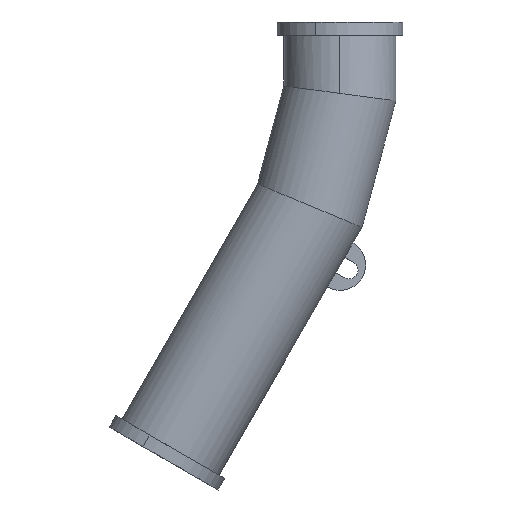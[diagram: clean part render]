
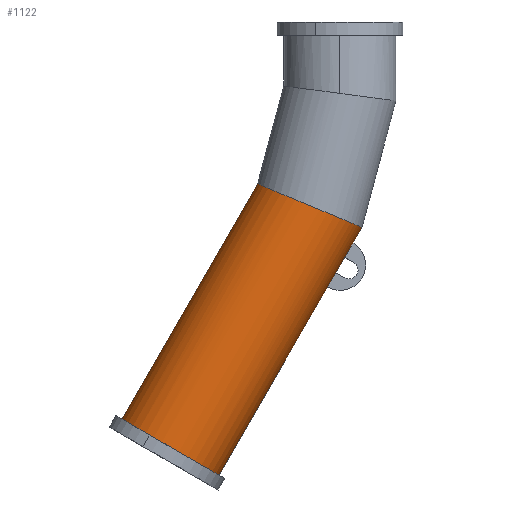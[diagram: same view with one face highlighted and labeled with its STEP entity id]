
A CAD part, top view. The second image highlights one B-rep face of the part: STEP entity #1122.
In plain terms, the highlighted cylindrical face has radius 127 mm (diameter 254 mm), a partial arc.
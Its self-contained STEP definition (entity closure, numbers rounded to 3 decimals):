
#31 = CARTESIAN_POINT ( 'NONE',  ( -27.739, -569.995, 1.667 ) ) ;
#42 = CARTESIAN_POINT ( 'NONE',  ( 50.197, -435.006, 254. ) ) ;
#56 = CARTESIAN_POINT ( 'NONE',  ( -27.739, -569.995, 0. ) ) ;
#70 = VERTEX_POINT ( 'NONE', #1978 ) ;
#76 = DIRECTION ( 'NONE',  ( 0.5, 0.866, 0. ) ) ;
#121 = CARTESIAN_POINT ( 'NONE',  ( 50.197, -435.006, 0. ) ) ;
#125 = CARTESIAN_POINT ( 'NONE',  ( -27.825, -569.946, 5. ) ) ;
#162 = AXIS2_PLACEMENT_3D ( 'NONE', #1677, #497, #1875 ) ;
#184 = EDGE_CURVE ( 'Defeatured_0_10+Defeatured_0_8+Defeatured_0_9+Defeatured_0_12', #1195, #938, #1773, .T. ) ;
#186 = CARTESIAN_POINT ( 'NONE',  ( 11.011, -502.878, 0. ) ) ;
#212 = CARTESIAN_POINT ( 'NONE',  ( -493.96, -869.513, 0. ) ) ;
#295 = CARTESIAN_POINT ( 'NONE',  ( -383.975, -933.013, 0. ) ) ;
#377 = CARTESIAN_POINT ( 'NONE',  ( 29.675, -470.353, 5. ) ) ;
#392 = ORIENTED_EDGE ( 'NONE', *, *, #184, .F. ) ;
#401 = ORIENTED_EDGE ( 'NONE', *, *, #979, .T. ) ;
#407 = CARTESIAN_POINT ( 'NONE',  ( -273.989, -996.513, 0. ) ) ;
#413 = VECTOR ( 'NONE', #2158, 1000. ) ;
#422 = LINE ( 'NONE', #407, #1656 ) ;
#437 =( BOUNDED_CURVE ( )  B_SPLINE_CURVE ( 3, ( #1114, #1295, #42, #1920 ),
 .UNSPECIFIED., .F., .F. ) 
 B_SPLINE_CURVE_WITH_KNOTS ( ( 4, 4 ),
 ( 3.142, 6.283 ),
 .UNSPECIFIED. ) 
 CURVE ( )  GEOMETRIC_REPRESENTATION_ITEM ( )  RATIONAL_B_SPLINE_CURVE ( ( 1., 0.333, 0.333, 1. ) ) 
 REPRESENTATION_ITEM ( '' )  );
#481 = ORIENTED_EDGE ( 'NONE', *, *, #2023, .T. ) ;
#497 = DIRECTION ( 'NONE',  ( 0.5, 0.866, 0. ) ) ;
#501 = CARTESIAN_POINT ( 'NONE',  ( -273.989, -996.513, 0. ) ) ;
#544 = EDGE_CURVE ( 'Defeatured_0_8+Defeatured_0_12+Defeatured_0_11+Defeatured_0_10', #1869, #938, #1354, .T. ) ;
#550 = ORIENTED_EDGE ( 'NONE', *, *, #544, .T. ) ;
#564 = CARTESIAN_POINT ( 'NONE',  ( -493.96, -869.513, 0. ) ) ;
#599 = EDGE_CURVE ( 'Defeatured_0_8+Defeatured_0_14+Defeatured_0_10+Defeatured_0_11', #1644, #1943, #795, .T. ) ;
#608 = VERTEX_POINT ( 'NONE', #2251 ) ;
#626 = ORIENTED_EDGE ( 'NONE', *, *, #2059, .F. ) ;
#634 = CARTESIAN_POINT ( 'NONE',  ( -27.768, -569.979, 3.333 ) ) ;
#653 = ORIENTED_EDGE ( 'NONE', *, *, #931, .F. ) ;
#662 = CARTESIAN_POINT ( 'NONE',  ( -273.989, -996.513, 0. ) ) ;
#697 = VERTEX_POINT ( 'NONE', #1722 ) ;
#705 = EDGE_CURVE ( 'NONE', #697, #1358, #2010, .T. ) ;
#718 = LINE ( 'NONE', #1614, #1311 ) ;
#746 = CARTESIAN_POINT ( 'NONE',  ( 29.675, -470.353, 5. ) ) ;
#770 = DIRECTION ( 'NONE',  ( -0.5, -0.866, 0. ) ) ;
#795 = CIRCLE ( 'NONE', #162, 127. ) ;
#847 = VECTOR ( 'NONE', #1037, 1000. ) ;
#863 = DIRECTION ( 'NONE',  ( 0.5, 0.866, 0. ) ) ;
#931 = EDGE_CURVE ( 'Defeatured_0_4+Defeatured_0_8+Defeatured_0_8+Defeatured_0_8', #697, #1906, #1028, .T. ) ;
#936 = CYLINDRICAL_SURFACE ( 'NONE', #1554, 127. ) ;
#938 = VERTEX_POINT ( 'NONE', #1548 ) ;
#974 = CARTESIAN_POINT ( 'NONE',  ( -98.975, -439.378, 0. ) ) ;
#979 = EDGE_CURVE ( 'NONE', #1313, #1020, #1463, .T. ) ;
#981 = ORIENTED_EDGE ( 'NONE', *, *, #705, .T. ) ;
#997 = EDGE_CURVE ( 'Defeatured_0_8+Defeatured_0_9+Defeatured_0_11+Defeatured_0_10', #1358, #608, #1077, .T. ) ;
#1020 = VERTEX_POINT ( 'NONE', #121 ) ;
#1028 = CIRCLE ( 'NONE', #1808, 127. ) ;
#1037 = DIRECTION ( 'NONE',  ( 0.5, 0.866, 0. ) ) ;
#1051 = CARTESIAN_POINT ( 'NONE',  ( 29.761, -470.402, 1.667 ) ) ;
#1072 = CARTESIAN_POINT ( 'NONE',  ( -8.989, -537.519, 0. ) ) ;
#1077 = B_SPLINE_CURVE_WITH_KNOTS ( 'NONE', 3,
 ( #56, #31, #634, #125 ),
 .UNSPECIFIED., .F., .F.,
 ( 4, 4 ),
 ( 0.005, 0.01 ),
 .UNSPECIFIED. ) ;
#1088 = ORIENTED_EDGE ( 'NONE', *, *, #1679, .T. ) ;
#1099 = AXIS2_PLACEMENT_3D ( 'NONE', #974, #2181, #1646 ) ;
#1114 = CARTESIAN_POINT ( 'NONE',  ( -186.494, -336.965, 0. ) ) ;
#1122 = ADVANCED_FACE ( 'Defeatured_0_8', ( #1562 ), #936, .T. ) ;
#1168 = EDGE_CURVE ( 'NONE', #1906, #70, #1850, .T. ) ;
#1195 = VERTEX_POINT ( 'NONE', #746 ) ;
#1201 = DIRECTION ( 'NONE',  ( 0., 0., -1. ) ) ;
#1222 = CARTESIAN_POINT ( 'NONE',  ( 29.761, -470.402, 0. ) ) ;
#1232 = EDGE_CURVE ( 'Defeatured_0_10+Defeatured_0_8+Defeatured_0_14+Defeatured_0_9', #1644, #608, #718, .T. ) ;
#1295 = CARTESIAN_POINT ( 'NONE',  ( -186.494, -336.965, 254. ) ) ;
#1311 = VECTOR ( 'NONE', #770, 1000. ) ;
#1313 = VERTEX_POINT ( 'NONE', #1489 ) ;
#1354 = CIRCLE ( 'NONE', #1099, 127. ) ;
#1358 = VERTEX_POINT ( 'NONE', #1682 ) ;
#1385 = CARTESIAN_POINT ( 'NONE',  ( -383.975, -933.013, 0. ) ) ;
#1392 = ORIENTED_EDGE ( 'NONE', *, *, #1168, .F. ) ;
#1440 = B_SPLINE_CURVE_WITH_KNOTS ( 'NONE', 3,
 ( #377, #1740, #1051, #1222 ),
 .UNSPECIFIED., .F., .F.,
 ( 4, 4 ),
 ( 0., 0.005 ),
 .UNSPECIFIED. ) ;
#1452 = EDGE_LOOP ( 'NONE', ( #653, #981, #1805, #1560, #1783, #1088, #550, #392, #481, #401, #626, #1392 ) ) ;
#1463 = LINE ( 'NONE', #501, #413 ) ;
#1489 = CARTESIAN_POINT ( 'NONE',  ( 29.761, -470.402, 0. ) ) ;
#1511 = VECTOR ( 'NONE', #1777, 1000. ) ;
#1548 = CARTESIAN_POINT ( 'NONE',  ( 10.925, -502.829, 5. ) ) ;
#1554 = AXIS2_PLACEMENT_3D ( 'NONE', #1385, #863, #1728 ) ;
#1560 = ORIENTED_EDGE ( 'NONE', *, *, #1232, .F. ) ;
#1562 = FACE_OUTER_BOUND ( 'NONE', #1452, .T. ) ;
#1614 = CARTESIAN_POINT ( 'NONE',  ( -274.075, -996.463, 5. ) ) ;
#1644 = VERTEX_POINT ( 'NONE', #1868 ) ;
#1646 = DIRECTION ( 'NONE',  ( -0.866, 0.5, 0. ) ) ;
#1656 = VECTOR ( 'NONE', #76, 1000. ) ;
#1677 = CARTESIAN_POINT ( 'NONE',  ( -118.975, -474.019, 0. ) ) ;
#1679 = EDGE_CURVE ( 'NONE', #1943, #1869, #422, .T. ) ;
#1682 = CARTESIAN_POINT ( 'NONE',  ( -27.739, -569.995, 0. ) ) ;
#1722 = CARTESIAN_POINT ( 'NONE',  ( -273.989, -996.513, 0. ) ) ;
#1728 = DIRECTION ( 'NONE',  ( -0.866, 0.5, 0. ) ) ;
#1740 = CARTESIAN_POINT ( 'NONE',  ( 29.732, -470.386, 3.333 ) ) ;
#1773 = LINE ( 'NONE', #2053, #2055 ) ;
#1777 = DIRECTION ( 'NONE',  ( 0.5, 0.866, 0. ) ) ;
#1783 = ORIENTED_EDGE ( 'NONE', *, *, #599, .T. ) ;
#1805 = ORIENTED_EDGE ( 'NONE', *, *, #997, .T. ) ;
#1808 = AXIS2_PLACEMENT_3D ( 'NONE', #295, #1851, #1201 ) ;
#1850 = LINE ( 'NONE', #564, #1511 ) ;
#1851 = DIRECTION ( 'NONE',  ( -0.5, -0.866, 0. ) ) ;
#1868 = CARTESIAN_POINT ( 'NONE',  ( -9.075, -537.47, 5. ) ) ;
#1869 = VERTEX_POINT ( 'NONE', #186 ) ;
#1875 = DIRECTION ( 'NONE',  ( 0.866, -0.5, 0. ) ) ;
#1906 = VERTEX_POINT ( 'NONE', #212 ) ;
#1920 = CARTESIAN_POINT ( 'NONE',  ( 50.197, -435.006, 0. ) ) ;
#1943 = VERTEX_POINT ( 'NONE', #1072 ) ;
#1978 = CARTESIAN_POINT ( 'NONE',  ( -186.494, -336.965, 0. ) ) ;
#2010 = LINE ( 'NONE', #662, #847 ) ;
#2023 = EDGE_CURVE ( 'Defeatured_0_8+Defeatured_0_9+Defeatured_0_10+Defeatured_0_11', #1195, #1313, #1440, .T. ) ;
#2047 = DIRECTION ( 'NONE',  ( -0.5, -0.866, 0. ) ) ;
#2053 = CARTESIAN_POINT ( 'NONE',  ( -274.075, -996.463, 5. ) ) ;
#2055 = VECTOR ( 'NONE', #2047, 1000. ) ;
#2059 = EDGE_CURVE ( 'Defeatured_0_0+Defeatured_0_8+Defeatured_0_8+Defeatured_0_8', #70, #1020, #437, .T. ) ;
#2158 = DIRECTION ( 'NONE',  ( 0.5, 0.866, 0. ) ) ;
#2181 = DIRECTION ( 'NONE',  ( -0.5, -0.866, 0. ) ) ;
#2251 = CARTESIAN_POINT ( 'NONE',  ( -27.825, -569.946, 5. ) ) ;
